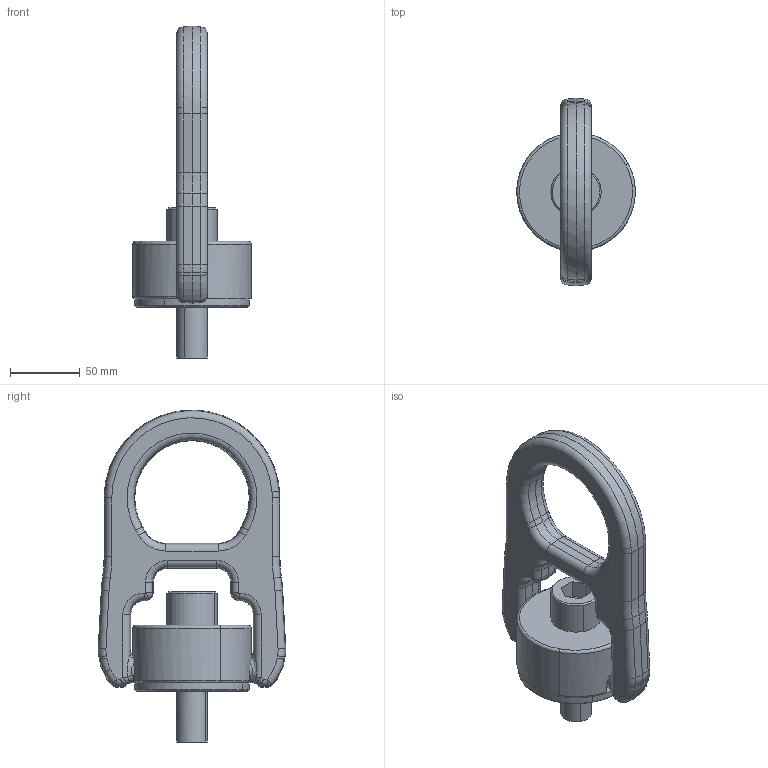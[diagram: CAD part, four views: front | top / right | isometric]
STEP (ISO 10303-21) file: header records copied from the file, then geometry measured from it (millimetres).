
FILE_DESCRIPTION(('CATIA V5 STEP Exchange'),'2;1');
FILE_NAME('8-204-042.stp','2017-06-16T08:09:40+00:00',('none'),('none'),'CATIA Version 5 Release 21 GA (IN-10)','CATIA V5 STEP AP203','none');
FILE_SCHEMA(('CONFIG_CONTROL_DESIGN'));
Length unit declared in the file: millimetre
Products named in the file (1): 8-204-042
Bounding box: 85 x 134.4 x 237.9 mm (x, y, z)
Volume: 533007.3 mm3; surface area: 77247.2 mm2
Topology: 1 solids, 1 shells, 286 faces, 681 edges, 395 vertices
Faces by surface type: plane 68, cylinder 64, cone 58, torus 48, bspline 28, revolution 16, sphere 4
Entity records: 11337 total; most frequent: CARTESIAN_POINT 5240, ORIENTED_EDGE 1354, DIRECTION 1008, EDGE_CURVE 677, AXIS2_PLACEMENT_3D 509, VERTEX_POINT 395, EDGE_LOOP 292, ADVANCED_FACE 286
